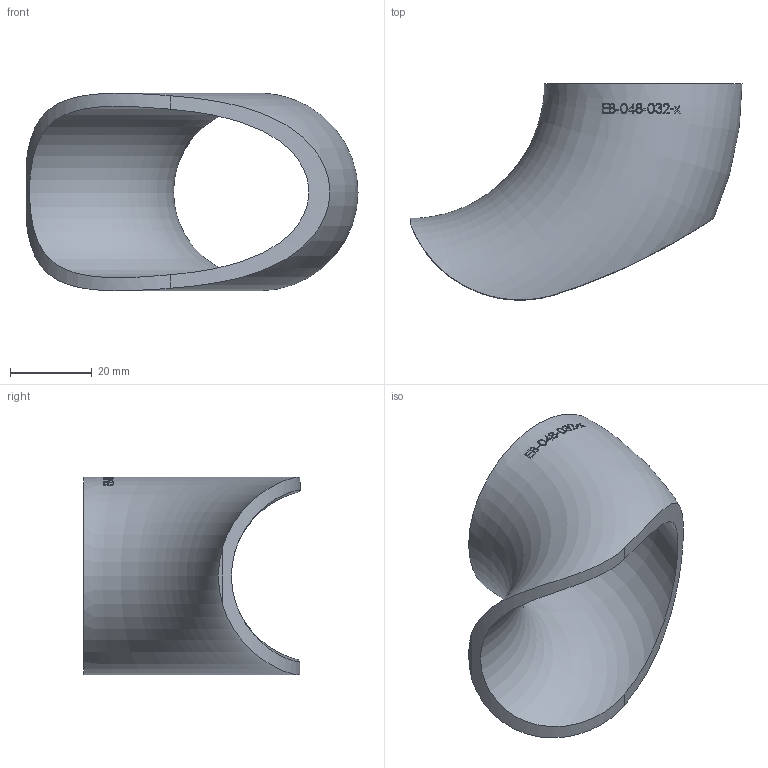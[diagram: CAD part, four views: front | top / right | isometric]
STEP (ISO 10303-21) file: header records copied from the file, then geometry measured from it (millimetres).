
FILE_DESCRIPTION (( 'STEP AP214' ), '1' );
FILE_NAME ('EB-048-032-x Einschweissbogen 2208.STEP', '2022-08-30T09:13:38', ( '' ), ( '' ), 'SwSTEP 2.0', 'SolidWorks 2019', '' );
FILE_SCHEMA (( 'AUTOMOTIVE_DESIGN' ));
Length unit declared in the file: millimetre
Products named in the file (1): EB-048-032-x Einschweissbogen 2208
Bounding box: 81.15 x 52.81 x 48.3 mm (x, y, z)
Volume: 24340 mm3; surface area: 16445 mm2
Topology: 1 solids, 1 shells, 156 faces, 412 edges, 276 vertices
Faces by surface type: bspline 132, torus 21, plane 2, cylinder 1
Entity records: 17434 total; most frequent: CARTESIAN_POINT 13161, ORIENTED_EDGE 816, EDGE_CURVE 408, B_SPLINE_CURVE_WITH_KNOTS 403, VERTEX_POINT 274, EDGE_LOOP 178, FACE_OUTER_BOUND 158, ADVANCED_FACE 156
